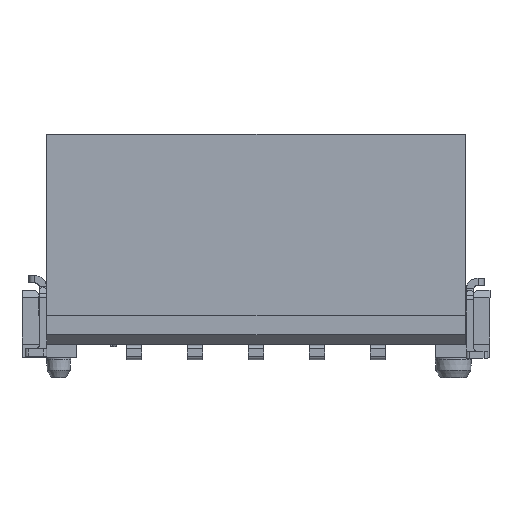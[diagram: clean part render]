
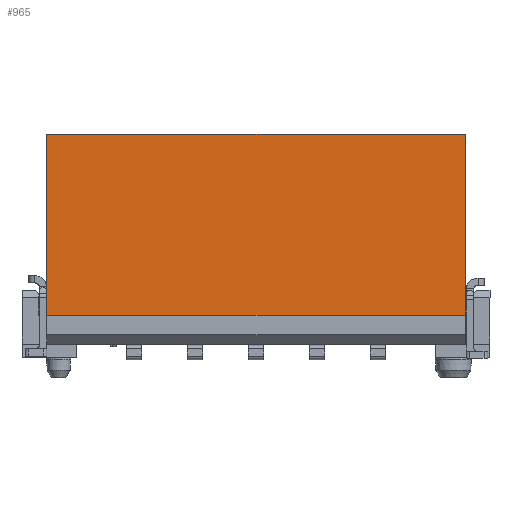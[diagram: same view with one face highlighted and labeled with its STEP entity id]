
A CAD part, front view. The second image highlights one B-rep face of the part: STEP entity #965.
In plain terms, the highlighted planar face has unit normal (0, -1, 0).
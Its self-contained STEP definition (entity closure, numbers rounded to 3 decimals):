
#926=CARTESIAN_POINT('',(5.08,-2.5,5.125));
#927=DIRECTION('',(1.,0.,0.));
#928=DIRECTION('',(0.,-1.,0.));
#929=AXIS2_PLACEMENT_3D('',#926,#928,#927);
#930=PLANE('',#929);
#931=CARTESIAN_POINT('',(13.81,-2.5,1.35));
#932=VERTEX_POINT('',#931);
#933=CARTESIAN_POINT('',(13.81,-2.5,8.9));
#934=VERTEX_POINT('',#933);
#935=CARTESIAN_POINT('',(13.81,-2.5,1.35));
#936=DIRECTION('',(0.,0.,1.));
#937=VECTOR('',#936,7.55);
#938=LINE('',#935,#937);
#939=EDGE_CURVE('',#932,#934,#938,.T.);
#940=ORIENTED_EDGE('',*,*,#939,.T.);
#941=CARTESIAN_POINT('',(-3.65,-2.5,8.9));
#942=VERTEX_POINT('',#941);
#943=CARTESIAN_POINT('',(13.81,-2.5,8.9));
#944=DIRECTION('',(-1.,0.,0.));
#945=VECTOR('',#944,17.46);
#946=LINE('',#943,#945);
#947=EDGE_CURVE('',#934,#942,#946,.T.);
#948=ORIENTED_EDGE('',*,*,#947,.T.);
#949=CARTESIAN_POINT('',(-3.65,-2.5,1.35));
#950=VERTEX_POINT('',#949);
#951=CARTESIAN_POINT('',(-3.65,-2.5,8.9));
#952=DIRECTION('',(0.,0.,-1.));
#953=VECTOR('',#952,7.55);
#954=LINE('',#951,#953);
#955=EDGE_CURVE('',#942,#950,#954,.T.);
#956=ORIENTED_EDGE('',*,*,#955,.T.);
#957=CARTESIAN_POINT('',(-3.65,-2.5,1.35));
#958=DIRECTION('',(1.,0.,0.));
#959=VECTOR('',#958,17.46);
#960=LINE('',#957,#959);
#961=EDGE_CURVE('',#950,#932,#960,.T.);
#962=ORIENTED_EDGE('',*,*,#961,.T.);
#963=EDGE_LOOP('',(#940,#948,#956,#962));
#964=FACE_OUTER_BOUND('',#963,.T.);
#965=ADVANCED_FACE('',(#964),#930,.T.);
